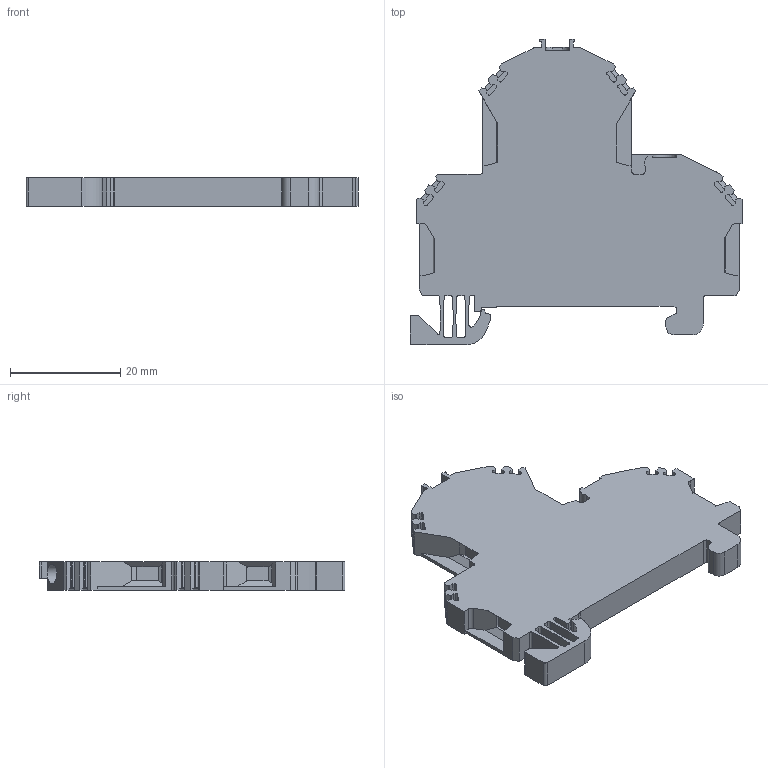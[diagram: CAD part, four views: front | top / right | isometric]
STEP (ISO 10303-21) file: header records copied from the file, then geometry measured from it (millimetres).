
FILE_DESCRIPTION(('FreeCAD Model'),'2;1');
FILE_NAME('1579_RKD_2,5_35_SV.stp','2018-08-30T15:52:38',('Author'),(''), 'Open CASCADE STEP processor 7.2','FreeCAD','Unknown');
FILE_SCHEMA(('AUTOMOTIVE_DESIGN { 1 0 10303 214 1 1 1 1 }'));
Length unit declared in the file: millimetre
Products named in the file (1): 1579_RKD_2,5_35_SV
Bounding box: 60.2 x 55.45 x 5.1 mm (x, y, z)
Volume: 9661.8 mm3; surface area: 5967.6 mm2
Topology: 1 solids, 1 shells, 305 faces, 890 edges, 589 vertices
Faces by surface type: plane 231, cylinder 74
Full cylindrical faces by diameter (mm): 3.5 x2
Entity records: 22152 total; most frequent: CARTESIAN_POINT 4305, DIRECTION 3364, LINE 2339, VECTOR 2339, ORIENTED_EDGE 1780, PCURVE 1780, DEFINITIONAL_REPRESENTATION 1780, EDGE_CURVE 890
